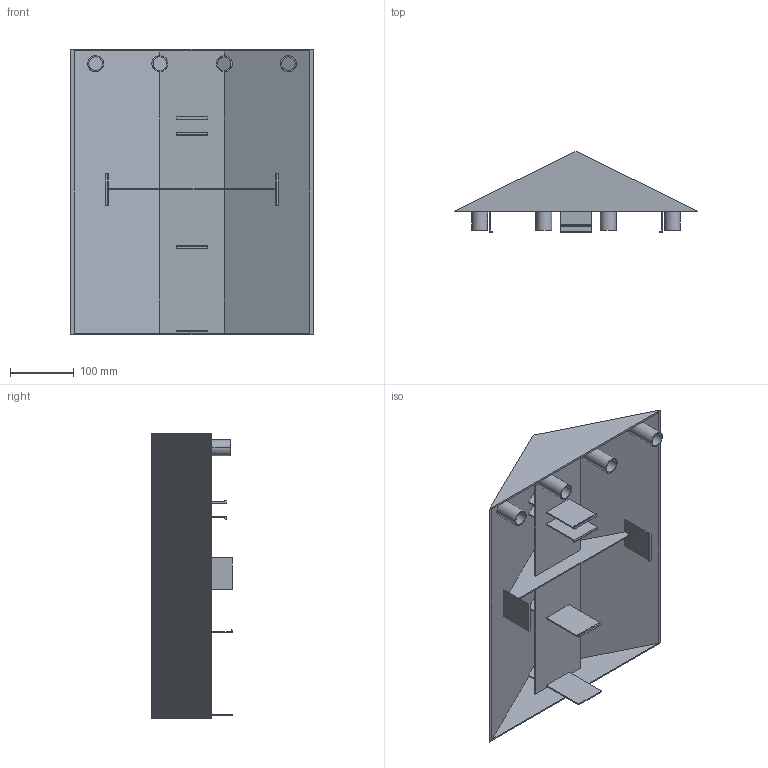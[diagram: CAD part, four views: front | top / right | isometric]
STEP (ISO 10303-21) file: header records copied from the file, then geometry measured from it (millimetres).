
FILE_DESCRIPTION (( 'STEP AP214' ), '1' );
FILE_NAME ('挌階.STEP', '2023-09-01T13:53:10', ( '' ), ( '' ), 'SwSTEP 2.0', 'SolidWorks 2023', '' );
FILE_SCHEMA (( 'AUTOMOTIVE_DESIGN' ));
Length unit declared in the file: millimetre
Products named in the file (1): 屋顶
Bounding box: 380 x 126.35 x 447 mm (x, y, z)
Volume: 754896.8 mm3; surface area: 657785.2 mm2
Topology: 1 solids, 1 shells, 107 faces, 300 edges, 200 vertices
Faces by surface type: plane 81, cylinder 16, bspline 10
Entity records: 3568 total; most frequent: CARTESIAN_POINT 871, ORIENTED_EDGE 600, DIRECTION 469, EDGE_CURVE 300, VECTOR 225, LINE 225, VERTEX_POINT 200, EDGE_LOOP 128
